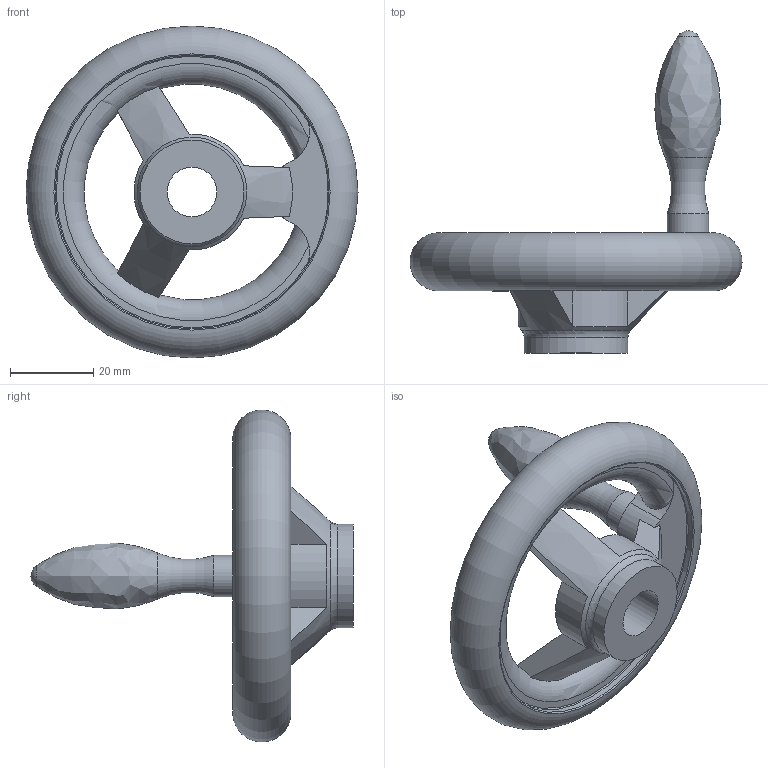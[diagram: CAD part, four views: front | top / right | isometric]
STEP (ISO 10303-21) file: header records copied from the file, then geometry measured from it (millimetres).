
FILE_DESCRIPTION( ( 'STEP AP214' ), '1' );
FILE_NAME( 'K0671.4080X12.stp', '2020-12-09T11:01:41', ( '' ), ( '' ), ' ', 'PARTsolutions', ' ' );
FILE_SCHEMA( ( 'AUTOMOTIVE_DESIGN { 1 0 10303 214 1 1 1 1 }' ) );
Length unit declared in the file: millimetre
Products named in the file (1): _K0671.4080X12
Bounding box: 80 x 77.65 x 80 mm (x, y, z)
Volume: 45213.9 mm3; surface area: 15577.5 mm2
Topology: 1 solids, 1 shells, 39 faces, 111 edges, 70 vertices
Faces by surface type: cylinder 12, plane 12, torus 11, cone 2, bspline 1, sphere 1
Full cylindrical faces by diameter (mm): 10 x1, 12 x1, 25 x2, 66 x2
Entity records: 1747 total; most frequent: CARTESIAN_POINT 513, DIRECTION 186, ORIENTED_EDGE 174, AXIS2_PLACEMENT_3D 87, EDGE_CURVE 87, VERTEX_POINT 66, EDGE_LOOP 61, FACE_OUTER_BOUND 54
